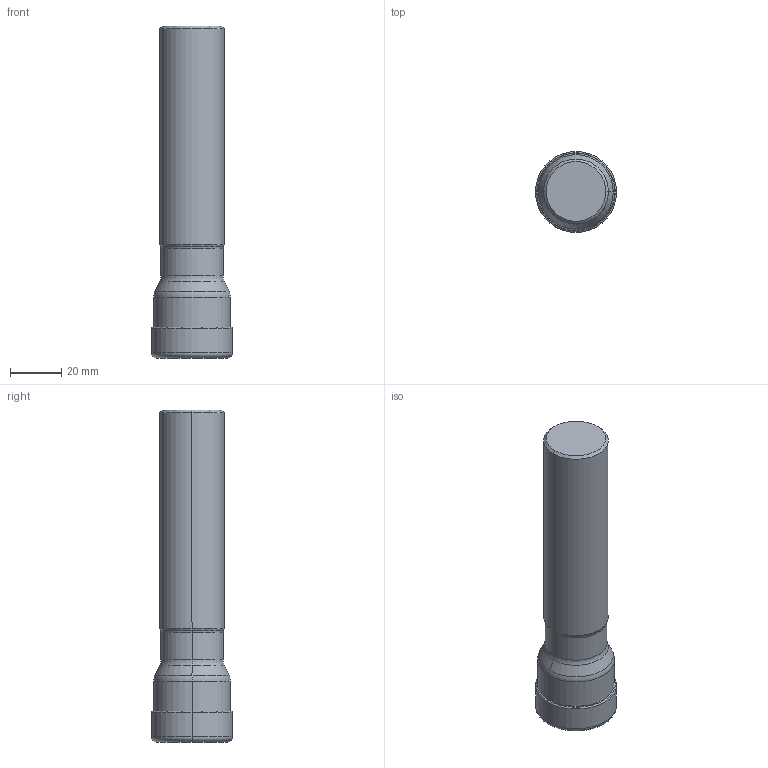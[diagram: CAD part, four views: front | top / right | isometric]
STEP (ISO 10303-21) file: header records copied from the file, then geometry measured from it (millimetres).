
FILE_DESCRIPTION(/* description */ (''),/* implementation_level */ '2;1');
FILE_NAME(/* name */ 'VPX300UR2003SA16S_IR0_079.stp',/* time_stamp */ '2025-08-29T15:08:38+09:00',/* author */ (''),/* organization */ (''),/* preprocessor_version */ 'ST-DEVELOPER v16',/* originating_system */ 'SIEMENS PLM Software NX 10.0',/* authorisation */ '');
FILE_SCHEMA (('AUTOMOTIVE_DESIGN { 1 0 10303 214 3 1 1 1 }'));
Length unit declared in the file: millimetre
Products named in the file (1): VPX300UR2003SA16S_IR0_079_ASM
Bounding box: 31.75 x 31.75 x 130.18 mm (x, y, z)
Volume: 75362.8 mm3; surface area: 14538.6 mm2
Topology: 2 solids, 2 shells, 65 faces, 166 edges, 123 vertices
Faces by surface type: torus 20, revolution 18, cone 10, cylinder 8, bspline 6, plane 3
Entity records: 3089 total; most frequent: CARTESIAN_POINT 1383, DIRECTION 370, ORIENTED_EDGE 296, AXIS2_PLACEMENT_3D 166, EDGE_CURVE 148, CIRCLE 117, VERTEX_POINT 86, EDGE_LOOP 66
